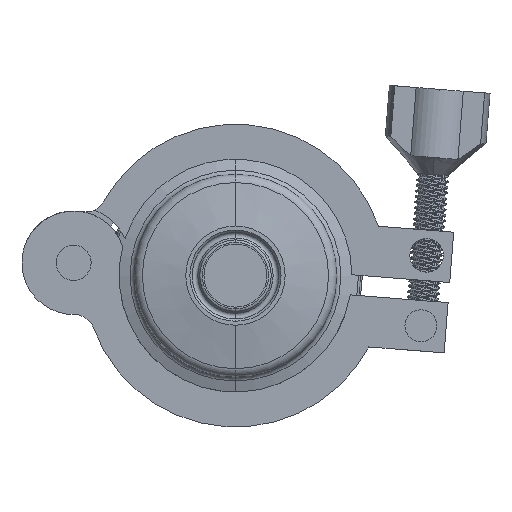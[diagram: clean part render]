
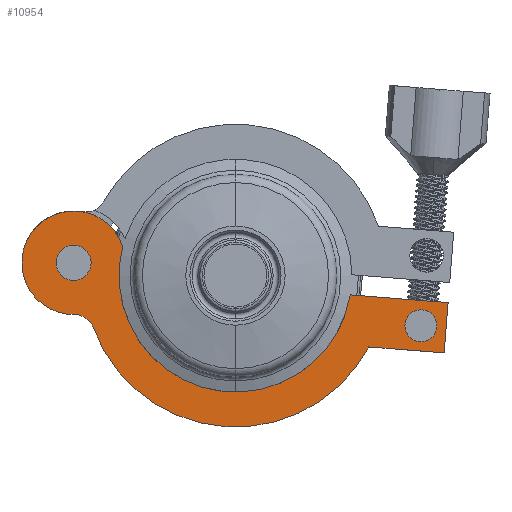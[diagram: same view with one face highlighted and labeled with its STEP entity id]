
A CAD part, front view. The second image highlights one B-rep face of the part: STEP entity #10954.
In plain terms, the highlighted planar face has unit normal (0, -1, 0).
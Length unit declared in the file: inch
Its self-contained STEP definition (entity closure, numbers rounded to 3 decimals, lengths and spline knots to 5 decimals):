
#109 = DIRECTION ( 'NONE',  ( 0., 1., 0. ) ) ;
#121 = DIRECTION ( 'NONE',  ( 0., 0., -1. ) ) ;
#125 = DIRECTION ( 'NONE',  ( 0.997, 0., -0.079 ) ) ;
#219 = DIRECTION ( 'NONE',  ( 0.997, 0., -0.079 ) ) ;
#290 = LINE ( 'NONE', #10452, #3600 ) ;
#396 = DIRECTION ( 'NONE',  ( 0., -1., 0. ) ) ;
#459 = DIRECTION ( 'NONE',  ( 0., 0., -1. ) ) ;
#461 = LINE ( 'NONE', #1110, #8717 ) ;
#507 = ORIENTED_EDGE ( 'NONE', *, *, #852, .T. ) ;
#810 = EDGE_CURVE ( 'NONE', #4743, #1711, #4018, .T. ) ;
#852 = EDGE_CURVE ( 'NONE', #10135, #4342, #4302, .T. ) ;
#1110 = CARTESIAN_POINT ( 'NONE',  ( 2.06798, -0.33229, -0.76574 ) ) ;
#1277 = ORIENTED_EDGE ( 'NONE', *, *, #6410, .T. ) ;
#1512 = CIRCLE ( 'NONE', #2764, 0.51303 ) ;
#1586 = AXIS2_PLACEMENT_3D ( 'NONE', #1870, #6774, #8679 ) ;
#1711 = VERTEX_POINT ( 'NONE', #1822 ) ;
#1732 = EDGE_LOOP ( 'NONE', ( #5584, #4649, #4631, #7256, #507, #1277, #6826, #12386 ) ) ;
#1755 = EDGE_CURVE ( 'NONE', #1711, #4743, #4587, .T. ) ;
#1822 = CARTESIAN_POINT ( 'NONE',  ( -1.60395, -0.33229, -0.047 ) ) ;
#1870 = CARTESIAN_POINT ( 'NONE',  ( -1.60395, -0.33229, 0.12709 ) ) ;
#2485 = CARTESIAN_POINT ( 'NONE',  ( 1.83851, -0.33229, -0.49677 ) ) ;
#2726 = EDGE_CURVE ( 'NONE', #3409, #6487, #11064, .T. ) ;
#2764 = AXIS2_PLACEMENT_3D ( 'NONE', #9609, #11590, #3882 ) ;
#2957 = CIRCLE ( 'NONE', #1586, 0.51303 ) ;
#3138 = DIRECTION ( 'NONE',  ( 0., 0., -1. ) ) ;
#3173 = CARTESIAN_POINT ( 'NONE',  ( -1.60395, -0.33229, 0.12709 ) ) ;
#3198 = VERTEX_POINT ( 'NONE', #3770 ) ;
#3409 = VERTEX_POINT ( 'NONE', #4254 ) ;
#3422 = ORIENTED_EDGE ( 'NONE', *, *, #1755, .F. ) ;
#3600 = VECTOR ( 'NONE', #12487, 39.37008 ) ;
#3770 = CARTESIAN_POINT ( 'NONE',  ( 2.06798, -0.33229, -0.76574 ) ) ;
#3818 = DIRECTION ( 'NONE',  ( 0., -1., 0. ) ) ;
#3860 = CARTESIAN_POINT ( 'NONE',  ( 0., -0.33229, 0. ) ) ;
#3882 = DIRECTION ( 'NONE',  ( 0.997, 0., -0.079 ) ) ;
#4018 = CIRCLE ( 'NONE', #7780, 0.17409 ) ;
#4075 = VERTEX_POINT ( 'NONE', #11630 ) ;
#4254 = CARTESIAN_POINT ( 'NONE',  ( -1.11719, -0.33229, 0.28915 ) ) ;
#4302 = CIRCLE ( 'NONE', #9070, 1.5 ) ;
#4327 = CARTESIAN_POINT ( 'NONE',  ( 2.10747, -0.33229, -0.2673 ) ) ;
#4332 = CARTESIAN_POINT ( 'NONE',  ( -1.60395, -0.33229, 0.30117 ) ) ;
#4342 = VERTEX_POINT ( 'NONE', #10779 ) ;
#4587 = CIRCLE ( 'NONE', #10978, 0.17409 ) ;
#4600 = DIRECTION ( 'NONE',  ( 0.997, 0., -0.079 ) ) ;
#4631 = ORIENTED_EDGE ( 'NONE', *, *, #11194, .T. ) ;
#4642 = DIRECTION ( 'NONE',  ( 0., -1., 0. ) ) ;
#4649 = ORIENTED_EDGE ( 'NONE', *, *, #7368, .T. ) ;
#4743 = VERTEX_POINT ( 'NONE', #4332 ) ;
#4853 = AXIS2_PLACEMENT_3D ( 'NONE', #10508, #4642, #4600 ) ;
#4950 = CARTESIAN_POINT ( 'NONE',  ( -1.15039, -0.33229, 0.09115 ) ) ;
#5188 = FACE_BOUND ( 'NONE', #5856, .T. ) ;
#5544 = CIRCLE ( 'NONE', #8040, 0.15833 ) ;
#5575 = EDGE_CURVE ( 'NONE', #4075, #11309, #11475, .T. ) ;
#5584 = ORIENTED_EDGE ( 'NONE', *, *, #2726, .F. ) ;
#5731 = DIRECTION ( 'NONE',  ( 0., -1., 0. ) ) ;
#5779 = EDGE_CURVE ( 'NONE', #3198, #10113, #11317, .T. ) ;
#5856 = EDGE_LOOP ( 'NONE', ( #7799, #12099 ) ) ;
#5909 = DIRECTION ( 'NONE',  ( 0., -1., 0. ) ) ;
#5929 = FACE_BOUND ( 'NONE', #12459, .T. ) ;
#5939 = CARTESIAN_POINT ( 'NONE',  ( 1.83851, -0.33229, -0.6551 ) ) ;
#5993 = VERTEX_POINT ( 'NONE', #7501 ) ;
#6410 = EDGE_CURVE ( 'NONE', #4342, #3198, #461, .T. ) ;
#6487 = VERTEX_POINT ( 'NONE', #6818 ) ;
#6774 = DIRECTION ( 'NONE',  ( 0., -1., 0. ) ) ;
#6791 = PLANE ( 'NONE',  #8869 ) ;
#6818 = CARTESIAN_POINT ( 'NONE',  ( 1.13817, -0.33229, -0.1905 ) ) ;
#6826 = ORIENTED_EDGE ( 'NONE', *, *, #5779, .T. ) ;
#6983 = CIRCLE ( 'NONE', #9841, 0.2 ) ;
#7018 = DIRECTION ( 'NONE',  ( 0.997, 0., -0.079 ) ) ;
#7256 = ORIENTED_EDGE ( 'NONE', *, *, #10531, .T. ) ;
#7313 = EDGE_CURVE ( 'NONE', #6487, #10113, #290, .T. ) ;
#7368 = EDGE_CURVE ( 'NONE', #3409, #12134, #1512, .T. ) ;
#7479 = EDGE_CURVE ( 'NONE', #11309, #4075, #5544, .T. ) ;
#7501 = CARTESIAN_POINT ( 'NONE',  ( -1.59812, -0.33229, -0.3859 ) ) ;
#7780 = AXIS2_PLACEMENT_3D ( 'NONE', #9584, #3818, #121 ) ;
#7799 = ORIENTED_EDGE ( 'NONE', *, *, #7479, .T. ) ;
#7977 = DIRECTION ( 'NONE',  ( 0., 0., -1. ) ) ;
#8040 = AXIS2_PLACEMENT_3D ( 'NONE', #2485, #9046, #459 ) ;
#8353 = DIRECTION ( 'NONE',  ( 0.079, 0., 0.997 ) ) ;
#8679 = DIRECTION ( 'NONE',  ( 0.997, 0., -0.079 ) ) ;
#8717 = VECTOR ( 'NONE', #125, 39.37008 ) ;
#8869 = AXIS2_PLACEMENT_3D ( 'NONE', #4950, #5909, #219 ) ;
#9046 = DIRECTION ( 'NONE',  ( 0., 1., 0. ) ) ;
#9070 = AXIS2_PLACEMENT_3D ( 'NONE', #3860, #5731, #9679 ) ;
#9390 = CARTESIAN_POINT ( 'NONE',  ( 2.10747, -0.33229, -0.2673 ) ) ;
#9584 = CARTESIAN_POINT ( 'NONE',  ( -1.60395, -0.33229, 0.12709 ) ) ;
#9609 = CARTESIAN_POINT ( 'NONE',  ( -1.60395, -0.33229, 0.12709 ) ) ;
#9679 = DIRECTION ( 'NONE',  ( 0.997, 0., -0.079 ) ) ;
#9700 = CARTESIAN_POINT ( 'NONE',  ( -2.11537, -0.33229, 0.16761 ) ) ;
#9841 = AXIS2_PLACEMENT_3D ( 'NONE', #10979, #11984, #7018 ) ;
#9946 = VECTOR ( 'NONE', #8353, 39.37008 ) ;
#10113 = VERTEX_POINT ( 'NONE', #4327 ) ;
#10135 = VERTEX_POINT ( 'NONE', #12058 ) ;
#10452 = CARTESIAN_POINT ( 'NONE',  ( 1.13817, -0.33229, -0.1905 ) ) ;
#10508 = CARTESIAN_POINT ( 'NONE',  ( 0., -0.33229, 0. ) ) ;
#10531 = EDGE_CURVE ( 'NONE', #5993, #10135, #6983, .T. ) ;
#10779 = CARTESIAN_POINT ( 'NONE',  ( 1.32308, -0.33229, -0.70672 ) ) ;
#10901 = ORIENTED_EDGE ( 'NONE', *, *, #810, .F. ) ;
#10954 = ADVANCED_FACE ( 'NONE', ( #5188, #11547, #5929 ), #6791, .T. ) ;
#10978 = AXIS2_PLACEMENT_3D ( 'NONE', #3173, #396, #7977 ) ;
#10979 = CARTESIAN_POINT ( 'NONE',  ( -1.59585, -0.33229, -0.58589 ) ) ;
#11064 = CIRCLE ( 'NONE', #4853, 1.154 ) ;
#11194 = EDGE_CURVE ( 'NONE', #12134, #5993, #2957, .T. ) ;
#11309 = VERTEX_POINT ( 'NONE', #5939 ) ;
#11317 = LINE ( 'NONE', #9390, #9946 ) ;
#11475 = CIRCLE ( 'NONE', #12515, 0.15833 ) ;
#11547 = FACE_OUTER_BOUND ( 'NONE', #1732, .T. ) ;
#11590 = DIRECTION ( 'NONE',  ( 0., -1., 0. ) ) ;
#11630 = CARTESIAN_POINT ( 'NONE',  ( 1.83851, -0.33229, -0.33844 ) ) ;
#11643 = CARTESIAN_POINT ( 'NONE',  ( 1.83851, -0.33229, -0.49677 ) ) ;
#11984 = DIRECTION ( 'NONE',  ( 0., 1., 0. ) ) ;
#12058 = CARTESIAN_POINT ( 'NONE',  ( -1.4081, -0.33229, -0.51696 ) ) ;
#12099 = ORIENTED_EDGE ( 'NONE', *, *, #5575, .T. ) ;
#12134 = VERTEX_POINT ( 'NONE', #9700 ) ;
#12386 = ORIENTED_EDGE ( 'NONE', *, *, #7313, .F. ) ;
#12459 = EDGE_LOOP ( 'NONE', ( #3422, #10901 ) ) ;
#12487 = DIRECTION ( 'NONE',  ( 0.997, 0., -0.079 ) ) ;
#12515 = AXIS2_PLACEMENT_3D ( 'NONE', #11643, #109, #3138 ) ;
